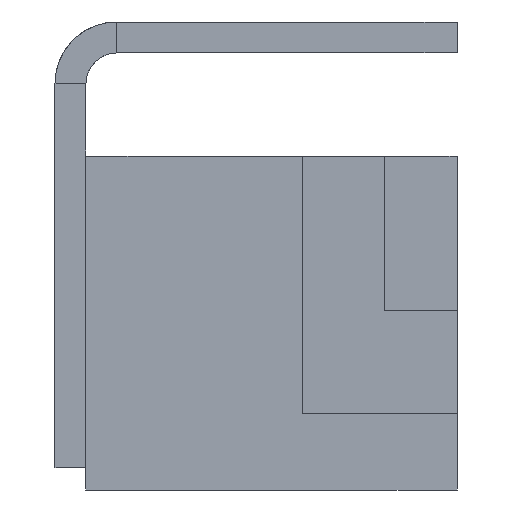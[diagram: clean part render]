
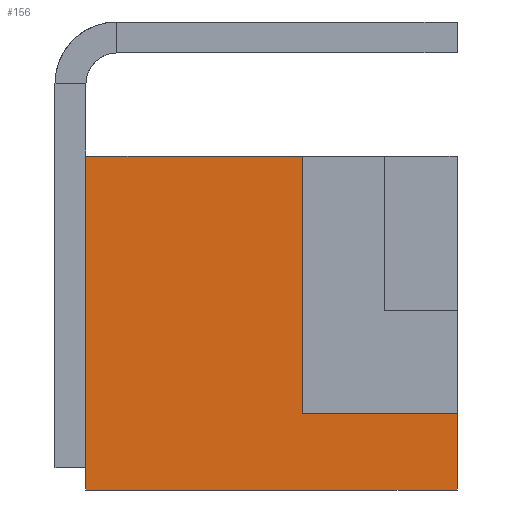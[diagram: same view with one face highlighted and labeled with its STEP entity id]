
A CAD part, left-side view. The second image highlights one B-rep face of the part: STEP entity #156.
In plain terms, the highlighted planar face has unit normal (-1, 0, 0).
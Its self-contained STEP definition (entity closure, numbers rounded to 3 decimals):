
#156=ADVANCED_FACE('',(#3440),#3442,.F.);
#3440=FACE_BOUND('',#3441,.T.);
#3441=EDGE_LOOP('',(#8598,#8599,#8600,#8601,#8602,#8603));
#3442=PLANE('',#3443);
#3443=AXIS2_PLACEMENT_3D('',#3444,#3445,#3446);
#3444=CARTESIAN_POINT('',(-5.,1.8,3.24));
#3445=DIRECTION('',(1.,0.,0.));
#3446=DIRECTION('',(0.,0.,1.));
#8598=ORIENTED_EDGE('',*,*,#10520,.F.);
#8599=ORIENTED_EDGE('',*,*,#10521,.F.);
#8600=ORIENTED_EDGE('',*,*,#10522,.T.);
#8601=ORIENTED_EDGE('',*,*,#10523,.T.);
#8602=ORIENTED_EDGE('',*,*,#10524,.F.);
#8603=ORIENTED_EDGE('',*,*,#10525,.F.);
#10520=EDGE_CURVE('',#11522,#11523,#11524,.T.);
#10521=EDGE_CURVE('',#11525,#11522,#11526,.T.);
#10522=EDGE_CURVE('',#11525,#11527,#11528,.T.);
#10523=EDGE_CURVE('',#11527,#11529,#11530,.T.);
#10524=EDGE_CURVE('',#11531,#11529,#11532,.T.);
#10525=EDGE_CURVE('',#11523,#11531,#11533,.T.);
#11522=VERTEX_POINT('',#13206);
#11523=VERTEX_POINT('',#13207);
#11524=LINE('',#13208,#13209);
#11525=VERTEX_POINT('',#13211);
#11526=LINE('',#13212,#13213);
#11527=VERTEX_POINT('',#13215);
#11528=LINE('',#13216,#13217);
#11529=VERTEX_POINT('',#13219);
#11530=LINE('',#13220,#13221);
#11531=VERTEX_POINT('',#13223);
#11532=LINE('',#13224,#13225);
#11533=LINE('',#13227,#13228);
#13206=CARTESIAN_POINT('',(-5.,-0.3,3.24));
#13207=CARTESIAN_POINT('',(-5.,-0.3,0.74));
#13208=CARTESIAN_POINT('',(-5.,-0.3,3.24));
#13209=VECTOR('',#13210,1.);
#13210=DIRECTION('',(0.,0.,-1.));
#13211=CARTESIAN_POINT('',(-5.,1.8,3.24));
#13212=CARTESIAN_POINT('',(-5.,1.8,3.24));
#13213=VECTOR('',#13214,1.);
#13214=DIRECTION('',(0.,-1.,0.));
#13215=CARTESIAN_POINT('',(-5.,1.8,0.));
#13216=CARTESIAN_POINT('',(-5.,1.8,3.24));
#13217=VECTOR('',#13218,1.);
#13218=DIRECTION('',(0.,0.,-1.));
#13219=CARTESIAN_POINT('',(-5.,-1.8,0.));
#13220=CARTESIAN_POINT('',(-5.,1.8,0.));
#13221=VECTOR('',#13222,1.);
#13222=DIRECTION('',(0.,-1.,0.));
#13223=CARTESIAN_POINT('',(-5.,-1.8,0.74));
#13224=CARTESIAN_POINT('',(-5.,-1.8,0.74));
#13225=VECTOR('',#13226,1.);
#13226=DIRECTION('',(0.,0.,-1.));
#13227=CARTESIAN_POINT('',(-5.,-0.3,0.74));
#13228=VECTOR('',#13229,1.);
#13229=DIRECTION('',(0.,-1.,0.));
